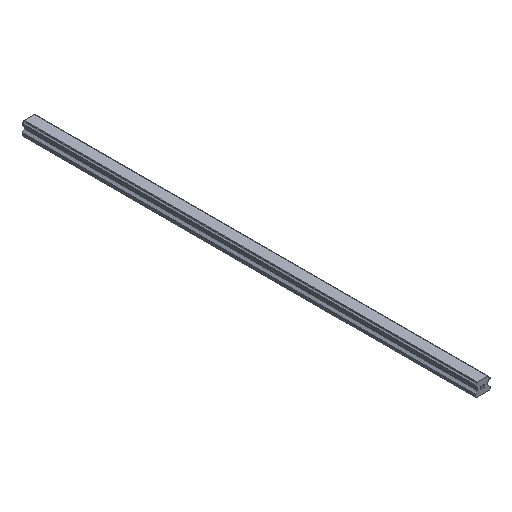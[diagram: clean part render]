
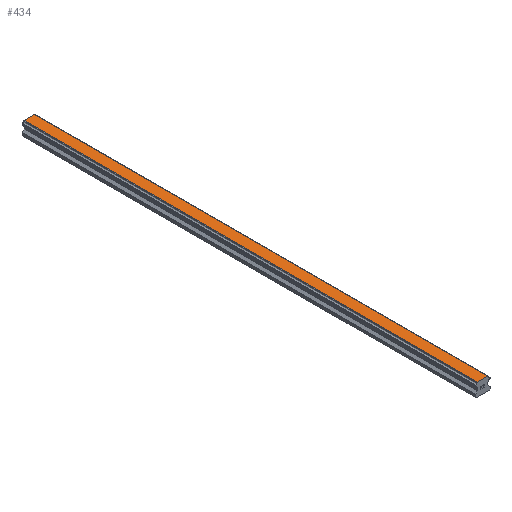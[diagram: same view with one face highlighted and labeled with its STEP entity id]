
A CAD part, isometric view. The second image highlights one B-rep face of the part: STEP entity #434.
In plain terms, the highlighted planar face has unit normal (0, 0, 1).
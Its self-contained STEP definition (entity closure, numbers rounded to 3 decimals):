
#434=ADVANCED_FACE('',(#887),#888,.T.);
#887=FACE_OUTER_BOUND('',#1363,.T.);
#888=PLANE('',#1364);
#1363=EDGE_LOOP('',(#2630,#2631,#2632,#2633));
#1364=AXIS2_PLACEMENT_3D('',#2634,#2635,#2636);
#2630=ORIENTED_EDGE('',*,*,#3222,.T.);
#2631=ORIENTED_EDGE('',*,*,#3328,.F.);
#2632=ORIENTED_EDGE('',*,*,#3092,.F.);
#2633=ORIENTED_EDGE('',*,*,#3326,.T.);
#2634=CARTESIAN_POINT('',(0.0,620.0,17.5));
#2635=DIRECTION('',(0.0,0.0,1.0));
#2636=DIRECTION('',(-1.0,0.0,-0.0));
#3092=EDGE_CURVE('',#3786,#3788,#3789,.T.);
#3222=EDGE_CURVE('',#4003,#4001,#4004,.T.);
#3326=EDGE_CURVE('',#3786,#4003,#4126,.T.);
#3328=EDGE_CURVE('',#3788,#4001,#4128,.T.);
#3786=VERTEX_POINT('',#4753);
#3788=VERTEX_POINT('',#4756);
#3789=LINE('',#4757,#4758);
#4001=VERTEX_POINT('',#5052);
#4003=VERTEX_POINT('',#5055);
#4004=LINE('',#5056,#5057);
#4126=LINE('',#5207,#5208);
#4128=LINE('',#5210,#5211);
#4753=CARTESIAN_POINT('',(-7.231,620.0,17.5));
#4756=CARTESIAN_POINT('',(7.231,620.0,17.5));
#4757=CARTESIAN_POINT('',(-7.231,620.0,17.5));
#4758=VECTOR('',#5541,1.0);
#5052=CARTESIAN_POINT('',(7.231,0.0,17.5));
#5055=CARTESIAN_POINT('',(-7.231,0.0,17.5));
#5056=CARTESIAN_POINT('',(-7.231,0.0,17.5));
#5057=VECTOR('',#5691,1.0);
#5207=CARTESIAN_POINT('',(-7.231,620.0,17.5));
#5208=VECTOR('',#5819,1.0);
#5210=CARTESIAN_POINT('',(7.231,620.0,17.5));
#5211=VECTOR('',#5820,1.0);
#5541=DIRECTION('',(1.0,0.0,0.0));
#5691=DIRECTION('',(1.0,0.0,0.0));
#5819=DIRECTION('',(0.0,-1.0,0.0));
#5820=DIRECTION('',(0.0,-1.0,0.0));
